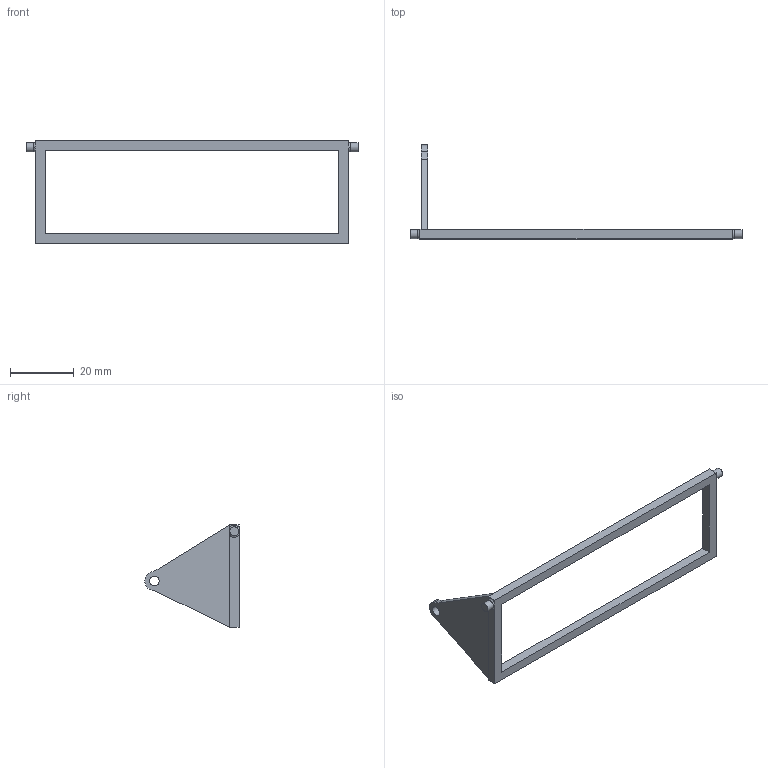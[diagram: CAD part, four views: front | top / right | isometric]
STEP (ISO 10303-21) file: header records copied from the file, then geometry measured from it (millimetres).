
FILE_DESCRIPTION(/* description */ (''),/* implementation_level */ '2;1');
FILE_NAME(/* name */ 'fcfb099c-088e-4d80-80fd-2306b82ddbe3.stp',/* time_stamp */ '2019-01-08T14:17:00+00:00',/* author */ (''),/* organization */ (''),/* preprocessor_version */ 'ST-DEVELOPER v17.2',/* originating_system */ 'Autodesk Translation Framework v7.6.0.251',/* authorisation */ '');
FILE_SCHEMA (('AUTOMOTIVE_DESIGN { 1 0 10303 214 3 1 1 }'));
Length unit declared in the file: millimetre
Products named in the file (1): horizontal move fin left
Bounding box: 104 x 29.49 x 32 mm (x, y, z)
Volume: 3177.6 mm3; surface area: 4014.6 mm2
Topology: 1 solids, 1 shells, 27 faces, 73 edges, 48 vertices
Faces by surface type: plane 19, cylinder 6, torus 2
Full cylindrical faces by diameter (mm): 2.8 x2, 3 x1
Entity records: 931 total; most frequent: CARTESIAN_POINT 185, DIRECTION 149, ORIENTED_EDGE 146, EDGE_CURVE 73, AXIS2_PLACEMENT_3D 52, VERTEX_POINT 48, LINE 45, VECTOR 45
